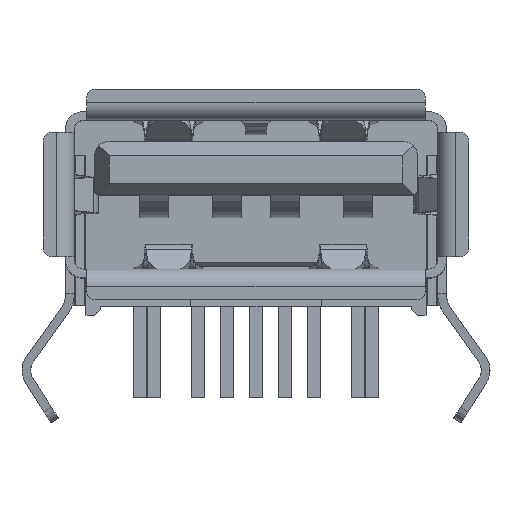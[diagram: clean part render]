
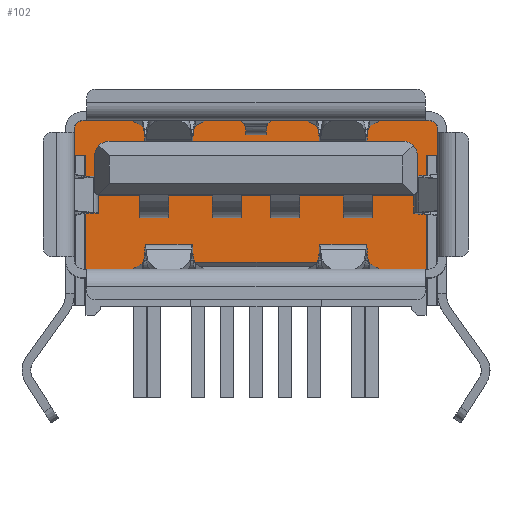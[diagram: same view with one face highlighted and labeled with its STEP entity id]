
A CAD part, top view. The second image highlights one B-rep face of the part: STEP entity #102.
In plain terms, the highlighted planar face has unit normal (0, 0, 1).
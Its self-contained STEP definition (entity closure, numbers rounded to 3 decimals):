
#102=ADVANCED_FACE('',(#556,#557),#558,.T.);
#556=FACE_OUTER_BOUND('',#1432,.T.);
#557=FACE_BOUND('',#1433,.T.);
#558=PLANE('',#1434);
#1432=EDGE_LOOP('',(#7880,#7881,#7882,#7883,#7884,#7885,#7886,#7887,#7888,#7889,#7890,#7891,#7892,#7893));
#1433=EDGE_LOOP('',(#7894,#7895,#7896,#7897,#7898,#7899,#7900,#7901));
#1434=AXIS2_PLACEMENT_3D('',#7902,#7903,#7904);
#7880=ORIENTED_EDGE('',*,*,#11154,.T.);
#7881=ORIENTED_EDGE('',*,*,#11155,.T.);
#7882=ORIENTED_EDGE('',*,*,#11156,.T.);
#7883=ORIENTED_EDGE('',*,*,#11157,.T.);
#7884=ORIENTED_EDGE('',*,*,#11158,.F.);
#7885=ORIENTED_EDGE('',*,*,#11159,.T.);
#7886=ORIENTED_EDGE('',*,*,#11127,.F.);
#7887=ORIENTED_EDGE('',*,*,#11153,.T.);
#7888=ORIENTED_EDGE('',*,*,#11160,.F.);
#7889=ORIENTED_EDGE('',*,*,#11161,.T.);
#7890=ORIENTED_EDGE('',*,*,#11162,.F.);
#7891=ORIENTED_EDGE('',*,*,#11163,.T.);
#7892=ORIENTED_EDGE('',*,*,#11164,.T.);
#7893=ORIENTED_EDGE('',*,*,#11165,.T.);
#7894=ORIENTED_EDGE('',*,*,#11166,.T.);
#7895=ORIENTED_EDGE('',*,*,#11167,.T.);
#7896=ORIENTED_EDGE('',*,*,#11168,.T.);
#7897=ORIENTED_EDGE('',*,*,#11169,.T.);
#7898=ORIENTED_EDGE('',*,*,#11170,.T.);
#7899=ORIENTED_EDGE('',*,*,#11171,.F.);
#7900=ORIENTED_EDGE('',*,*,#11172,.T.);
#7901=ORIENTED_EDGE('',*,*,#11173,.F.);
#7902=CARTESIAN_POINT('',(5.85,-4.13,-10.38));
#7903=DIRECTION('',(0.,0.,1.0));
#7904=DIRECTION('',(1.0,0.,0.));
#11127=EDGE_CURVE('',#12377,#12378,#12379,.F.);
#11153=EDGE_CURVE('',#12377,#12425,#12427,.F.);
#11154=EDGE_CURVE('',#12428,#12429,#12430,.F.);
#11155=EDGE_CURVE('',#12429,#12431,#12432,.F.);
#11156=EDGE_CURVE('',#12431,#12433,#12434,.T.);
#11157=EDGE_CURVE('',#12433,#12435,#12436,.T.);
#11158=EDGE_CURVE('',#12437,#12435,#12438,.T.);
#11159=EDGE_CURVE('',#12437,#12378,#12439,.T.);
#11160=EDGE_CURVE('',#12440,#12425,#12441,.T.);
#11161=EDGE_CURVE('',#12440,#12442,#12443,.T.);
#11162=EDGE_CURVE('',#12444,#12442,#12445,.F.);
#11163=EDGE_CURVE('',#12444,#12446,#12447,.F.);
#11164=EDGE_CURVE('',#12446,#12448,#12449,.T.);
#11165=EDGE_CURVE('',#12448,#12428,#12450,.T.);
#11166=EDGE_CURVE('',#12451,#12452,#12453,.F.);
#11167=EDGE_CURVE('',#12452,#12454,#12455,.F.);
#11168=EDGE_CURVE('',#12454,#12456,#12457,.F.);
#11169=EDGE_CURVE('',#12456,#12458,#12459,.F.);
#11170=EDGE_CURVE('',#12458,#12460,#12461,.F.);
#11171=EDGE_CURVE('',#12462,#12460,#12463,.T.);
#11172=EDGE_CURVE('',#12462,#12464,#12465,.F.);
#11173=EDGE_CURVE('',#12451,#12464,#12466,.F.);
#12377=VERTEX_POINT('',#14870);
#12378=VERTEX_POINT('',#14871);
#12379=LINE('',#14872,#14873);
#12425=VERTEX_POINT('',#14998);
#12427=CIRCLE('',#15001,0.3);
#12428=VERTEX_POINT('',#15002);
#12429=VERTEX_POINT('',#15003);
#12430=LINE('',#15004,#15005);
#12431=VERTEX_POINT('',#15006);
#12432=LINE('',#15007,#15008);
#12433=VERTEX_POINT('',#15009);
#12434=LINE('',#15010,#15011);
#12435=VERTEX_POINT('',#15012);
#12436=LINE('',#15013,#15014);
#12437=VERTEX_POINT('',#15015);
#12438=LINE('',#15016,#15017);
#12439=CIRCLE('',#15018,0.3);
#12440=VERTEX_POINT('',#15019);
#12441=LINE('',#15020,#15021);
#12442=VERTEX_POINT('',#15022);
#12443=LINE('',#15023,#15024);
#12444=VERTEX_POINT('',#15025);
#12445=LINE('',#15026,#15027);
#12446=VERTEX_POINT('',#15028);
#12447=LINE('',#15029,#15030);
#12448=VERTEX_POINT('',#15031);
#12449=LINE('',#15032,#15033);
#12450=LINE('',#15034,#15035);
#12451=VERTEX_POINT('',#15036);
#12452=VERTEX_POINT('',#15037);
#12453=CIRCLE('',#15038,0.5);
#12454=VERTEX_POINT('',#15039);
#12455=LINE('',#15040,#15041);
#12456=VERTEX_POINT('',#15042);
#12457=CIRCLE('',#15043,0.5);
#12458=VERTEX_POINT('',#15044);
#12459=LINE('',#15045,#15046);
#12460=VERTEX_POINT('',#15047);
#12461=CIRCLE('',#15048,0.13);
#12462=VERTEX_POINT('',#15049);
#12463=LINE('',#15050,#15051);
#12464=VERTEX_POINT('',#15052);
#12465=CIRCLE('',#15053,0.13);
#12466=LINE('',#15054,#15055);
#14870=CARTESIAN_POINT('',(-5.95,2.56,-10.38));
#14871=CARTESIAN_POINT('',(5.95,2.56,-10.38));
#14872=CARTESIAN_POINT('',(-0.35,2.56,-10.38));
#14873=VECTOR('',#19175,1.0);
#14998=CARTESIAN_POINT('',(-6.25,2.26,-10.38));
#15001=AXIS2_PLACEMENT_3D('',#19205,#19206,#19207);
#15002=CARTESIAN_POINT('',(2.25,-2.31,-10.38));
#15003=CARTESIAN_POINT('',(2.25,-2.56,-10.38));
#15004=CARTESIAN_POINT('',(2.25,-2.065,-10.38));
#15005=VECTOR('',#19208,1.0);
#15006=CARTESIAN_POINT('',(5.85,-2.56,-10.38));
#15007=CARTESIAN_POINT('',(-0.35,-2.56,-10.38));
#15008=VECTOR('',#19209,1.0);
#15009=CARTESIAN_POINT('',(5.85,1.36,-10.38));
#15010=CARTESIAN_POINT('',(5.85,-4.13,-10.38));
#15011=VECTOR('',#19210,1.0);
#15012=CARTESIAN_POINT('',(6.25,1.36,-10.38));
#15013=CARTESIAN_POINT('',(-0.35,1.36,-10.38));
#15014=VECTOR('',#19211,1.0);
#15015=CARTESIAN_POINT('',(6.25,2.26,-10.38));
#15016=CARTESIAN_POINT('',(6.25,-3.495,-10.38));
#15017=VECTOR('',#19212,1.0);
#15018=AXIS2_PLACEMENT_3D('',#19213,#19214,#19215);
#15019=CARTESIAN_POINT('',(-6.25,1.36,-10.38));
#15020=CARTESIAN_POINT('',(-6.25,-3.495,-10.38));
#15021=VECTOR('',#19216,1.0);
#15022=CARTESIAN_POINT('',(-5.85,1.36,-10.38));
#15023=CARTESIAN_POINT('',(-0.35,1.36,-10.38));
#15024=VECTOR('',#19217,1.0);
#15025=CARTESIAN_POINT('',(-5.85,-2.56,-10.38));
#15026=CARTESIAN_POINT('',(-5.85,-4.13,-10.38));
#15027=VECTOR('',#19218,1.0);
#15028=CARTESIAN_POINT('',(-2.25,-2.56,-10.38));
#15029=CARTESIAN_POINT('',(-0.35,-2.56,-10.38));
#15030=VECTOR('',#19219,1.0);
#15031=CARTESIAN_POINT('',(-2.25,-2.31,-10.38));
#15032=CARTESIAN_POINT('',(-2.25,-2.065,-10.38));
#15033=VECTOR('',#19220,1.0);
#15034=CARTESIAN_POINT('',(2.925,-2.31,-10.38));
#15035=VECTOR('',#19221,1.0);
#15036=CARTESIAN_POINT('',(-5.55,1.34,-10.38));
#15037=CARTESIAN_POINT('',(-5.05,1.84,-10.38));
#15038=AXIS2_PLACEMENT_3D('',#19222,#19223,#19224);
#15039=CARTESIAN_POINT('',(5.05,1.84,-10.38));
#15040=CARTESIAN_POINT('',(0.15,1.84,-10.38));
#15041=VECTOR('',#19225,1.0);
#15042=CARTESIAN_POINT('',(5.55,1.34,-10.38));
#15043=AXIS2_PLACEMENT_3D('',#19226,#19227,#19228);
#15044=CARTESIAN_POINT('',(5.55,0.13,-10.38));
#15045=CARTESIAN_POINT('',(5.55,-2.065,-10.38));
#15046=VECTOR('',#19229,1.0);
#15047=CARTESIAN_POINT('',(5.42,0.0,-10.38));
#15048=AXIS2_PLACEMENT_3D('',#19230,#19231,#19232);
#15049=CARTESIAN_POINT('',(-5.42,0.0,-10.38));
#15050=CARTESIAN_POINT('',(0.15,0.0,-10.38));
#15051=VECTOR('',#19233,1.0);
#15052=CARTESIAN_POINT('',(-5.55,0.13,-10.38));
#15053=AXIS2_PLACEMENT_3D('',#19234,#19235,#19236);
#15054=CARTESIAN_POINT('',(-5.55,-2.065,-10.38));
#15055=VECTOR('',#19237,1.0);
#19175=DIRECTION('',(-1.0,0.,0.));
#19205=CARTESIAN_POINT('',(-5.95,2.26,-10.38));
#19206=DIRECTION('',(0.,0.,-1.0));
#19207=DIRECTION('',(0.,1.0,0.));
#19208=DIRECTION('',(0.,1.0,0.));
#19209=DIRECTION('',(-1.0,0.,0.));
#19210=DIRECTION('',(0.,1.0,0.));
#19211=DIRECTION('',(1.0,0.0,0.));
#19212=DIRECTION('',(0.,-1.0,0.));
#19213=CARTESIAN_POINT('',(5.95,2.26,-10.38));
#19214=DIRECTION('',(0.,0.,1.0));
#19215=DIRECTION('',(0.,1.0,0.));
#19216=DIRECTION('',(0.,1.0,0.));
#19217=DIRECTION('',(1.0,0.0,0.));
#19218=DIRECTION('',(0.,-1.0,0.));
#19219=DIRECTION('',(-1.0,0.,0.));
#19220=DIRECTION('',(0.,1.0,0.));
#19221=DIRECTION('',(1.0,0.,0.));
#19222=CARTESIAN_POINT('',(-5.05,1.34,-10.38));
#19223=DIRECTION('',(0.,0.,1.0));
#19224=DIRECTION('',(-1.0,0.,0.));
#19225=DIRECTION('',(-1.0,0.0,0.));
#19226=CARTESIAN_POINT('',(5.05,1.34,-10.38));
#19227=DIRECTION('',(0.,0.,1.0));
#19228=DIRECTION('',(1.0,0.,0.));
#19229=DIRECTION('',(-0.0,1.0,0.));
#19230=CARTESIAN_POINT('',(5.42,0.13,-10.38));
#19231=DIRECTION('',(0.,0.,1.0));
#19232=DIRECTION('',(1.0,0.,0.));
#19233=DIRECTION('',(1.0,0.0,0.));
#19234=CARTESIAN_POINT('',(-5.42,0.13,-10.38));
#19235=DIRECTION('',(0.,0.,1.0));
#19236=DIRECTION('',(-1.0,0.,0.));
#19237=DIRECTION('',(-0.0,1.0,0.));
